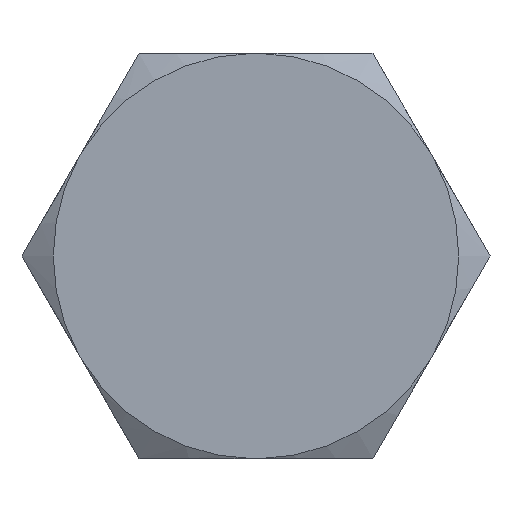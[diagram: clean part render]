
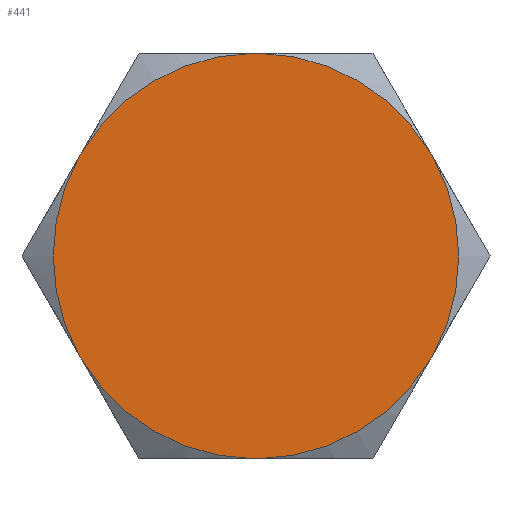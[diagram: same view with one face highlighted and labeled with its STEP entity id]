
A CAD part, front view. The second image highlights one B-rep face of the part: STEP entity #441.
In plain terms, the highlighted planar face has unit normal (0, -1, 0).
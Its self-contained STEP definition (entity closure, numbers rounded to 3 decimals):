
#9 = VERTEX_POINT ( 'NONE', #337 ) ;
#34 = LINE ( 'NONE', #513, #661 ) ;
#37 = EDGE_CURVE ( 'NONE', #641, #455, #34, .T. ) ;
#45 = VERTEX_POINT ( 'NONE', #183 ) ;
#56 = CARTESIAN_POINT ( 'NONE',  ( -0.048, -2., -2.75 ) ) ;
#58 = VERTEX_POINT ( 'NONE', #554 ) ;
#62 = LINE ( 'NONE', #169, #687 ) ;
#67 = CARTESIAN_POINT ( 'NONE',  ( 0., -2., 0. ) ) ;
#79 = CARTESIAN_POINT ( 'NONE',  ( 0., -2., 0. ) ) ;
#88 = CARTESIAN_POINT ( 'NONE',  ( 2.357, -2., 1.417 ) ) ;
#93 = VERTEX_POINT ( 'NONE', #358 ) ;
#103 = FACE_OUTER_BOUND ( 'NONE', #425, .T. ) ;
#108 = VERTEX_POINT ( 'NONE', #56 ) ;
#112 = DIRECTION ( 'NONE',  ( 0., -1., 0. ) ) ;
#136 = CIRCLE ( 'NONE', #259, 2.75 ) ;
#153 = LINE ( 'NONE', #88, #578 ) ;
#161 = LINE ( 'NONE', #374, #224 ) ;
#169 = CARTESIAN_POINT ( 'NONE',  ( -2.406, -2., 1.333 ) ) ;
#173 = ORIENTED_EDGE ( 'NONE', *, *, #466, .T. ) ;
#174 = CARTESIAN_POINT ( 'NONE',  ( 0., -2., 0. ) ) ;
#183 = CARTESIAN_POINT ( 'NONE',  ( -2.406, -2., 1.333 ) ) ;
#185 = EDGE_CURVE ( 'NONE', #269, #108, #504, .T. ) ;
#204 = CARTESIAN_POINT ( 'NONE',  ( 0., -2., 0. ) ) ;
#208 = DIRECTION ( 'NONE',  ( 0., 0., 1. ) ) ;
#223 = ORIENTED_EDGE ( 'NONE', *, *, #678, .T. ) ;
#224 = VECTOR ( 'NONE', #537, 1000. ) ;
#227 = DIRECTION ( 'NONE',  ( 0., 0., 1. ) ) ;
#231 = EDGE_CURVE ( 'NONE', #439, #269, #161, .T. ) ;
#257 = CARTESIAN_POINT ( 'NONE',  ( 0.048, -2., 2.75 ) ) ;
#259 = AXIS2_PLACEMENT_3D ( 'NONE', #450, #683, #677 ) ;
#261 = VECTOR ( 'NONE', #686, 1000. ) ;
#269 = VERTEX_POINT ( 'NONE', #336 ) ;
#282 = CIRCLE ( 'NONE', #676, 2.75 ) ;
#285 = DIRECTION ( 'NONE',  ( 0.5, 0., 0.866 ) ) ;
#286 = CARTESIAN_POINT ( 'NONE',  ( 2.357, -2., 1.417 ) ) ;
#290 = ORIENTED_EDGE ( 'NONE', *, *, #231, .T. ) ;
#294 = CIRCLE ( 'NONE', #367, 2.75 ) ;
#298 = DIRECTION ( 'NONE',  ( 0., -1., 0. ) ) ;
#313 = CARTESIAN_POINT ( 'NONE',  ( 2.406, -2., -1.333 ) ) ;
#336 = CARTESIAN_POINT ( 'NONE',  ( -2.357, -2., -1.417 ) ) ;
#337 = CARTESIAN_POINT ( 'NONE',  ( -0.048, -2., 2.75 ) ) ;
#338 = AXIS2_PLACEMENT_3D ( 'NONE', #67, #112, #208 ) ;
#347 = AXIS2_PLACEMENT_3D ( 'NONE', #204, #373, #407 ) ;
#352 = CARTESIAN_POINT ( 'NONE',  ( 2.357, -2., -1.417 ) ) ;
#358 = CARTESIAN_POINT ( 'NONE',  ( -2.357, -2., 1.417 ) ) ;
#361 = ORIENTED_EDGE ( 'NONE', *, *, #416, .T. ) ;
#367 = AXIS2_PLACEMENT_3D ( 'NONE', #174, #535, #484 ) ;
#373 = DIRECTION ( 'NONE',  ( 0., 1., 0. ) ) ;
#374 = CARTESIAN_POINT ( 'NONE',  ( -2.357, -2., -1.417 ) ) ;
#377 = AXIS2_PLACEMENT_3D ( 'NONE', #543, #498, #227 ) ;
#390 = DIRECTION ( 'NONE',  ( -1., 0., 0. ) ) ;
#400 = EDGE_CURVE ( 'NONE', #45, #439, #556, .T. ) ;
#407 = DIRECTION ( 'NONE',  ( 0., 0., 1. ) ) ;
#416 = EDGE_CURVE ( 'NONE', #108, #58, #417, .T. ) ;
#417 = LINE ( 'NONE', #465, #261 ) ;
#425 = EDGE_LOOP ( 'NONE', ( #290, #542, #361, #494, #632, #223, #629, #585, #583, #173, #460, #430 ) ) ;
#430 = ORIENTED_EDGE ( 'NONE', *, *, #400, .T. ) ;
#439 = VERTEX_POINT ( 'NONE', #519 ) ;
#440 = DIRECTION ( 'NONE',  ( -0.5, 0., -0.866 ) ) ;
#441 = ADVANCED_FACE ( 'NONE', ( #103 ), #620, .F. ) ;
#442 = DIRECTION ( 'NONE',  ( 0., 0., 1. ) ) ;
#449 = VERTEX_POINT ( 'NONE', #257 ) ;
#450 = CARTESIAN_POINT ( 'NONE',  ( 0., -2., 0. ) ) ;
#454 = VECTOR ( 'NONE', #390, 1000. ) ;
#455 = VERTEX_POINT ( 'NONE', #313 ) ;
#460 = ORIENTED_EDGE ( 'NONE', *, *, #555, .T. ) ;
#465 = CARTESIAN_POINT ( 'NONE',  ( 0., -2., -2.75 ) ) ;
#466 = EDGE_CURVE ( 'NONE', #9, #93, #282, .T. ) ;
#469 = DIRECTION ( 'NONE',  ( 0., 0., 1. ) ) ;
#484 = DIRECTION ( 'NONE',  ( 0., 0., 1. ) ) ;
#494 = ORIENTED_EDGE ( 'NONE', *, *, #611, .T. ) ;
#498 = DIRECTION ( 'NONE',  ( 0., -1., 0. ) ) ;
#504 = CIRCLE ( 'NONE', #338, 2.75 ) ;
#511 = DIRECTION ( 'NONE',  ( -0.5, 0., 0.866 ) ) ;
#513 = CARTESIAN_POINT ( 'NONE',  ( 2.406, -2., -1.333 ) ) ;
#518 = CARTESIAN_POINT ( 'NONE',  ( 0., -2., 2.75 ) ) ;
#519 = CARTESIAN_POINT ( 'NONE',  ( -2.406, -2., -1.333 ) ) ;
#521 = EDGE_CURVE ( 'NONE', #626, #593, #153, .T. ) ;
#535 = DIRECTION ( 'NONE',  ( 0., -1., 0. ) ) ;
#537 = DIRECTION ( 'NONE',  ( 0.5, 0., -0.866 ) ) ;
#542 = ORIENTED_EDGE ( 'NONE', *, *, #185, .T. ) ;
#543 = CARTESIAN_POINT ( 'NONE',  ( 0., -2., 0. ) ) ;
#549 = EDGE_CURVE ( 'NONE', #593, #449, #635, .T. ) ;
#554 = CARTESIAN_POINT ( 'NONE',  ( 0.048, -2., -2.75 ) ) ;
#555 = EDGE_CURVE ( 'NONE', #93, #45, #62, .T. ) ;
#556 = CIRCLE ( 'NONE', #580, 2.75 ) ;
#564 = LINE ( 'NONE', #518, #454 ) ;
#578 = VECTOR ( 'NONE', #511, 1000. ) ;
#580 = AXIS2_PLACEMENT_3D ( 'NONE', #79, #654, #442 ) ;
#583 = ORIENTED_EDGE ( 'NONE', *, *, #680, .T. ) ;
#585 = ORIENTED_EDGE ( 'NONE', *, *, #549, .T. ) ;
#593 = VERTEX_POINT ( 'NONE', #286 ) ;
#611 = EDGE_CURVE ( 'NONE', #58, #641, #294, .T. ) ;
#620 = PLANE ( 'NONE',  #347 ) ;
#626 = VERTEX_POINT ( 'NONE', #656 ) ;
#629 = ORIENTED_EDGE ( 'NONE', *, *, #521, .T. ) ;
#632 = ORIENTED_EDGE ( 'NONE', *, *, #37, .T. ) ;
#635 = CIRCLE ( 'NONE', #377, 2.75 ) ;
#641 = VERTEX_POINT ( 'NONE', #352 ) ;
#654 = DIRECTION ( 'NONE',  ( 0., -1., 0. ) ) ;
#656 = CARTESIAN_POINT ( 'NONE',  ( 2.406, -2., 1.333 ) ) ;
#661 = VECTOR ( 'NONE', #285, 1000. ) ;
#676 = AXIS2_PLACEMENT_3D ( 'NONE', #690, #298, #469 ) ;
#677 = DIRECTION ( 'NONE',  ( 0., 0., 1. ) ) ;
#678 = EDGE_CURVE ( 'NONE', #455, #626, #136, .T. ) ;
#680 = EDGE_CURVE ( 'NONE', #449, #9, #564, .T. ) ;
#683 = DIRECTION ( 'NONE',  ( 0., -1., 0. ) ) ;
#686 = DIRECTION ( 'NONE',  ( 1., 0., 0. ) ) ;
#687 = VECTOR ( 'NONE', #440, 1000. ) ;
#690 = CARTESIAN_POINT ( 'NONE',  ( 0., -2., 0. ) ) ;
